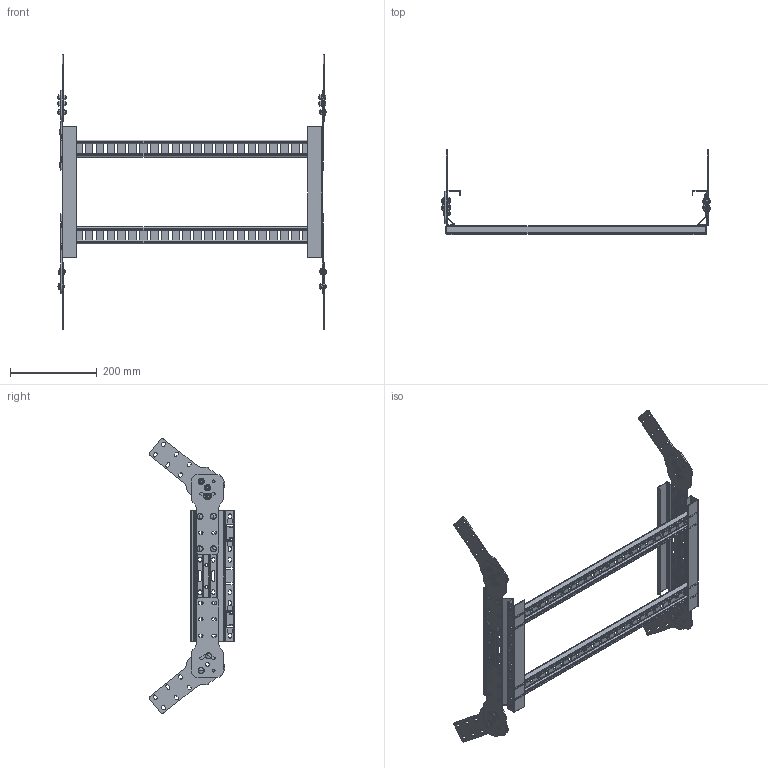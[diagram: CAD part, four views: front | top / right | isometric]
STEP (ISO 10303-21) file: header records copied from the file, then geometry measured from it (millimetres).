
FILE_DESCRIPTION (( 'STEP AP203' ), '1' );
FILE_NAME ('鱼铍 忮痱桕嚯 脲耱龛黜 H100.STEP', '2015-05-26T14:36:15', ( '' ), ( '' ), 'SwSTEP 2.0', 'SolidWorks 2014', '' );
FILE_SCHEMA (( 'CONFIG_CONTROL_DESIGN' ));
Length unit declared in the file: millimetre
Products named in the file (11): Hex Flange Nut_AM_B18.2.2.4M - Hex flange nut, M6 x 1 --N; Square Neck Bolt 02_ISO_ISO 8678-M6x12-7-S; áîëò+ãàéêà ì8(3.0mm); ñîåäåíèòåëè øàðíèðíûå 100; Çåðêàëüíî îòðàçèòü100õ2,5; Çåðêàëüíî îòðàçèòüñîåäåíèòåëè øàðíèðíûå 100; 鋋翲歑鍙 34mm H100_300; Çåðêàëüíî îòðàçèòüñîåäåíèòåëè øàðíèðíûå 1001; Traversino 39x19x1.5_600:(1,5); 鱼铍 忮痱桕嚯 脲耱龛黜 H100; 100õ2,5
Assembly tree (31 placements, depth 4):
  鱼铍 忮痱桕嚯 脲耱龛黜 H100
    鋋翲歑鍙 34mm H100_300  x2
    Traversino 39x19x1.5_600:(1,5)  x2
    ñîåäåíèòåëè øàðíèðíûå 100  x2
      100õ2,5
      áîëò+ãàéêà ì8(3.0mm)
        Hex Flange Nut_AM_B18.2.2.4M - Hex flange nut, M6 x 1 --N
        Square Neck Bolt 02_ISO_ISO 8678-M6x12-7-S
    Çåðêàëüíî îòðàçèòüñîåäåíèòåëè øàðíèðíûå 100
      Çåðêàëüíî îòðàçèòü100õ2,5
      100õ2,5
      áîëò+ãàéêà ì8(3.0mm)  x2
        Hex Flange Nut_AM_B18.2.2.4M - Hex flange nut, M6 x 1 --N
        Square Neck Bolt 02_ISO_ISO 8678-M6x12-7-S
    Çåðêàëüíî îòðàçèòüñîåäåíèòåëè øàðíèðíûå 1001
      Çåðêàëüíî îòðàçèòü100õ2,5
      100õ2,5
      áîëò+ãàéêà ì8(3.0mm)  x2
        Hex Flange Nut_AM_B18.2.2.4M - Hex flange nut, M6 x 1 --N
        Square Neck Bolt 02_ISO_ISO 8678-M6x12-7-S
    áîëò+ãàéêà ì8(3.0mm)  x8
      Hex Flange Nut_AM_B18.2.2.4M - Hex flange nut, M6 x 1 --N
      Square Neck Bolt 02_ISO_ISO 8678-M6x12-7-S
Bounding box: 620.15 x 197.01 x 633.68 mm (x, y, z)
Volume: 563701.2 mm3; surface area: 671167.8 mm2
Topology: 48 solids, 48 shells, 3916 faces, 10114 edges, 6204 vertices
Faces by surface type: plane 1272, cylinder 1172, cone 846, bspline 428, torus 162, sphere 36
Entity records: 33056 total; most frequent: CARTESIAN_POINT 6963, ORIENTED_EDGE 5170, DIRECTION 4895, EDGE_CURVE 2585, VERTEX_POINT 1646, AXIS2_PLACEMENT_3D 1644, VECTOR 1607, LINE 1607
